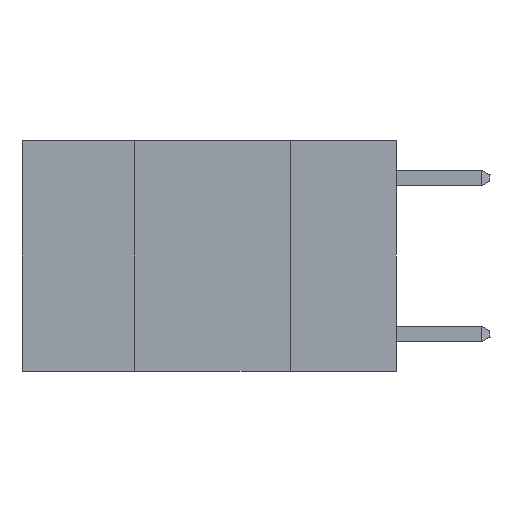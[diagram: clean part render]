
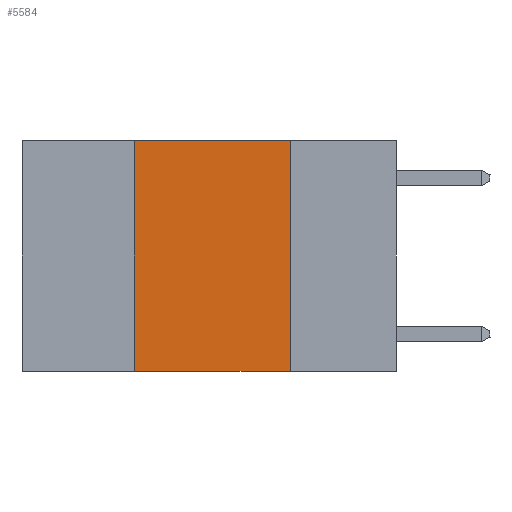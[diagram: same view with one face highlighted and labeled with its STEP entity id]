
A CAD part, left-side view. The second image highlights one B-rep face of the part: STEP entity #5584.
In plain terms, the highlighted planar face has unit normal (-1, 0, 0).
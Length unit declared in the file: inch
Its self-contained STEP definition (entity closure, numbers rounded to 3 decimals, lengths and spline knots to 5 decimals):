
#192 = LINE ( 'NONE', #1244, #14972 ) ;
#537 = EDGE_CURVE ( 'NONE', #10479, #1158, #10632, .T. ) ;
#619 = EDGE_CURVE ( 'NONE', #10788, #10479, #4972, .T. ) ;
#1158 = VERTEX_POINT ( 'NONE', #6365 ) ;
#1244 = CARTESIAN_POINT ( 'NONE',  ( 0., 0.17, 0. ) ) ;
#1552 = EDGE_CURVE ( 'NONE', #10788, #8727, #10389, .T. ) ;
#3026 = ORIENTED_EDGE ( 'NONE', *, *, #1552, .T. ) ;
#3539 = FACE_OUTER_BOUND ( 'NONE', #5964, .T. ) ;
#3835 = CARTESIAN_POINT ( 'NONE',  ( 0., 0.42, 0. ) ) ;
#4039 = CARTESIAN_POINT ( 'NONE',  ( 0., 0.42, -0.37 ) ) ;
#4120 = VECTOR ( 'NONE', #8524, 39.37008 ) ;
#4878 = CARTESIAN_POINT ( 'NONE',  ( 0., 0.17, -0.37 ) ) ;
#4972 = LINE ( 'NONE', #3835, #4120 ) ;
#5584 = ADVANCED_FACE ( 'NONE', ( #3539 ), #12848, .F. ) ;
#5964 = EDGE_LOOP ( 'NONE', ( #10827, #13209, #10325, #3026 ) ) ;
#6365 = CARTESIAN_POINT ( 'NONE',  ( 0., 0.17, 0. ) ) ;
#6892 = DIRECTION ( 'NONE',  ( 0., -1., 0. ) ) ;
#8209 = DIRECTION ( 'NONE',  ( 0., -1., 0. ) ) ;
#8394 = VECTOR ( 'NONE', #8209, 39.37008 ) ;
#8524 = DIRECTION ( 'NONE',  ( 0., 0., 1. ) ) ;
#8726 = AXIS2_PLACEMENT_3D ( 'NONE', #8752, #13370, #10801 ) ;
#8727 = VERTEX_POINT ( 'NONE', #4878 ) ;
#8752 = CARTESIAN_POINT ( 'NONE',  ( 0., 0.6, 0. ) ) ;
#9209 = CARTESIAN_POINT ( 'NONE',  ( 0., 0.6, 0. ) ) ;
#10325 = ORIENTED_EDGE ( 'NONE', *, *, #619, .F. ) ;
#10389 = LINE ( 'NONE', #11671, #8394 ) ;
#10479 = VERTEX_POINT ( 'NONE', #10687 ) ;
#10632 = LINE ( 'NONE', #9209, #11900 ) ;
#10687 = CARTESIAN_POINT ( 'NONE',  ( 0., 0.42, 0. ) ) ;
#10788 = VERTEX_POINT ( 'NONE', #4039 ) ;
#10801 = DIRECTION ( 'NONE',  ( 0., 0., -1. ) ) ;
#10827 = ORIENTED_EDGE ( 'NONE', *, *, #14207, .F. ) ;
#11671 = CARTESIAN_POINT ( 'NONE',  ( 0., 0.6, -0.37 ) ) ;
#11900 = VECTOR ( 'NONE', #6892, 39.37008 ) ;
#12848 = PLANE ( 'NONE',  #8726 ) ;
#13209 = ORIENTED_EDGE ( 'NONE', *, *, #537, .F. ) ;
#13370 = DIRECTION ( 'NONE',  ( 1., 0., 0. ) ) ;
#14207 = EDGE_CURVE ( 'NONE', #1158, #8727, #192, .T. ) ;
#14972 = VECTOR ( 'NONE', #14996, 39.37008 ) ;
#14996 = DIRECTION ( 'NONE',  ( 0., 0., -1. ) ) ;
